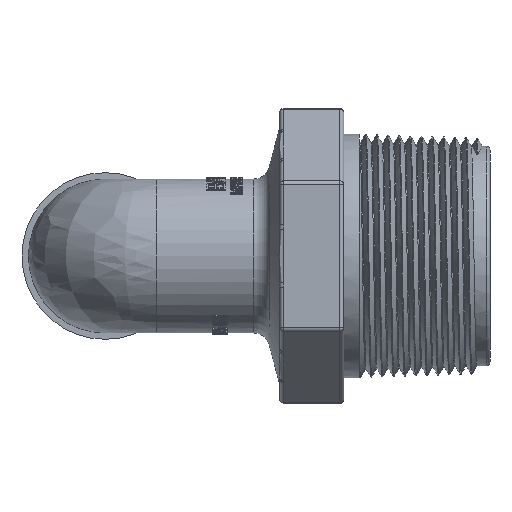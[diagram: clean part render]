
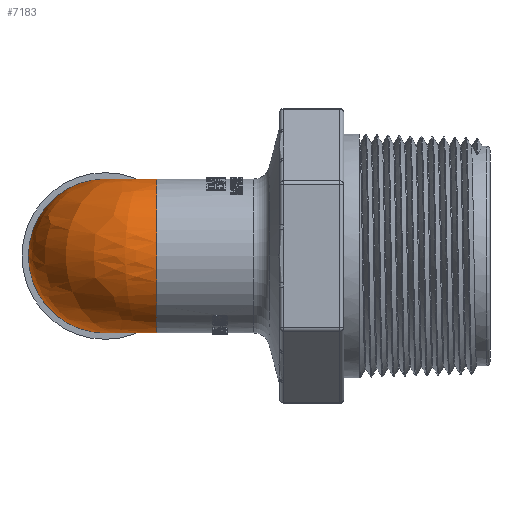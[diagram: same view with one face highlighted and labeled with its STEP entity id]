
A CAD part, left-side view. The second image highlights one B-rep face of the part: STEP entity #7183.
In plain terms, the highlighted free-form (B-spline) face has degree [2, 2] with [7, 3] control points.
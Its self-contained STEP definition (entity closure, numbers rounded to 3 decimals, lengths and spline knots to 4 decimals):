
#1263=CIRCLE('',#7650,0.6);
#1264=CIRCLE('',#7651,0.6);
#1581=(
BOUNDED_SURFACE()
B_SPLINE_SURFACE(2,2,((#9920,#9921,#9922),(#9923,#9924,#9925),(#9926,#9927,
#9928),(#9929,#9930,#9931),(#9932,#9933,#9934),(#9935,#9936,#9937),(#9938,
#9939,#9940)),.UNSPECIFIED.,.F.,.F.,.F.)
B_SPLINE_SURFACE_WITH_KNOTS((3,2,2,3),(3,3),(-2.2629,-0.7543,
0.7543,2.2629),(0.,1.5708),
 .UNSPECIFIED.)
GEOMETRIC_REPRESENTATION_ITEM()
RATIONAL_B_SPLINE_SURFACE(((1.,0.707,1.),(0.729,
0.515,0.729),(1.,0.707,1.),(0.729,
0.515,0.729),(1.,0.707,1.),(0.729,
0.515,0.729),(1.,0.707,1.)))
REPRESENTATION_ITEM('')
SURFACE()
);
#1584=FACE_OUTER_BOUND('',#2028,.T.);
#2028=EDGE_LOOP('',(#4741,#4742,#4743,#4744));
#2534=B_SPLINE_CURVE_WITH_KNOTS('',3,(#9890,#9891,#9892,#9893,#9894,#9895,
#9896,#9897,#9898,#9899,#9900,#9901,#9902),.UNSPECIFIED.,.F.,.F.,(4,3,3,
3,4),(-0.0004,0.0235,0.0412,0.0476,
0.0725),.UNSPECIFIED.);
#2535=B_SPLINE_CURVE_WITH_KNOTS('',3,(#9906,#9907,#9908,#9909,#9910,#9911,
#9912,#9913,#9914,#9915,#9916,#9917,#9918),.UNSPECIFIED.,.F.,.F.,(4,3,3,
3,4),(-0.0004,0.0245,0.031,0.0486,
0.0725),.UNSPECIFIED.);
#2870=VERTEX_POINT('',#9888);
#2871=VERTEX_POINT('',#9889);
#2872=VERTEX_POINT('',#9903);
#2873=VERTEX_POINT('',#9905);
#3611=EDGE_CURVE('',#2870,#2871,#2534,.T.);
#3613=EDGE_CURVE('',#2873,#2872,#2535,.T.);
#3615=EDGE_CURVE('',#2873,#2871,#1263,.T.);
#3616=EDGE_CURVE('',#2870,#2872,#1264,.T.);
#4741=ORIENTED_EDGE('',*,*,#3611,.T.);
#4742=ORIENTED_EDGE('',*,*,#3615,.F.);
#4743=ORIENTED_EDGE('',*,*,#3613,.T.);
#4744=ORIENTED_EDGE('',*,*,#3616,.F.);
#7183=ADVANCED_FACE('',(#1584),#1581,.F.);
#7650=AXIS2_PLACEMENT_3D('',#9941,#8228,#8229);
#7651=AXIS2_PLACEMENT_3D('',#9942,#8230,#8231);
#8228=DIRECTION('center_axis',(0.,-1.,0.));
#8229=DIRECTION('ref_axis',(1.,0.,0.));
#8230=DIRECTION('center_axis',(1.,0.,0.));
#8231=DIRECTION('ref_axis',(0.,0.,-1.));
#9888=CARTESIAN_POINT('',(0.4,-0.381,-0.4635));
#9889=CARTESIAN_POINT('',(0.381,-0.4,-0.4635));
#9890=CARTESIAN_POINT('Ctrl Pts',(0.4,-0.381,
-0.4635));
#9891=CARTESIAN_POINT('Ctrl Pts',(0.397,-0.3817,
-0.4629));
#9892=CARTESIAN_POINT('Ctrl Pts',(0.3942,-0.383,
-0.4624));
#9893=CARTESIAN_POINT('Ctrl Pts',(0.3916,-0.3847,
-0.4622));
#9894=CARTESIAN_POINT('Ctrl Pts',(0.3897,-0.386,
-0.462));
#9895=CARTESIAN_POINT('Ctrl Pts',(0.388,-0.3876,
-0.462));
#9896=CARTESIAN_POINT('Ctrl Pts',(0.3865,-0.3893,
-0.462));
#9897=CARTESIAN_POINT('Ctrl Pts',(0.386,-0.3899,
-0.4621));
#9898=CARTESIAN_POINT('Ctrl Pts',(0.3854,-0.3906,
-0.4621));
#9899=CARTESIAN_POINT('Ctrl Pts',(0.385,-0.3913,
-0.4622));
#9900=CARTESIAN_POINT('Ctrl Pts',(0.3831,-0.394,
-0.4624));
#9901=CARTESIAN_POINT('Ctrl Pts',(0.3818,-0.3969,
-0.4629));
#9902=CARTESIAN_POINT('Ctrl Pts',(0.381,-0.4,
-0.4635));
#9903=CARTESIAN_POINT('',(0.4,-0.381,0.4635));
#9905=CARTESIAN_POINT('',(0.381,-0.4,0.4635));
#9906=CARTESIAN_POINT('Ctrl Pts',(0.381,-0.4,
0.4635));
#9907=CARTESIAN_POINT('Ctrl Pts',(0.3818,-0.3969,
0.4629));
#9908=CARTESIAN_POINT('Ctrl Pts',(0.3831,-0.394,
0.4624));
#9909=CARTESIAN_POINT('Ctrl Pts',(0.385,-0.3913,
0.4622));
#9910=CARTESIAN_POINT('Ctrl Pts',(0.3854,-0.3906,
0.4621));
#9911=CARTESIAN_POINT('Ctrl Pts',(0.386,-0.3899,
0.4621));
#9912=CARTESIAN_POINT('Ctrl Pts',(0.3865,-0.3893,
0.462));
#9913=CARTESIAN_POINT('Ctrl Pts',(0.388,-0.3876,0.462));
#9914=CARTESIAN_POINT('Ctrl Pts',(0.3897,-0.386,
0.462));
#9915=CARTESIAN_POINT('Ctrl Pts',(0.3916,-0.3847,
0.4622));
#9916=CARTESIAN_POINT('Ctrl Pts',(0.3942,-0.383,
0.4624));
#9917=CARTESIAN_POINT('Ctrl Pts',(0.397,-0.3817,
0.4629));
#9918=CARTESIAN_POINT('Ctrl Pts',(0.4,-0.381,
0.4635));
#9920=CARTESIAN_POINT('Ctrl Pts',(0.3829,-0.4,0.4619));
#9921=CARTESIAN_POINT('Ctrl Pts',(0.3829,-0.3829,
0.4619));
#9922=CARTESIAN_POINT('Ctrl Pts',(0.4,-0.3829,0.4619));
#9923=CARTESIAN_POINT('Ctrl Pts',(-0.0512,-0.4,0.8217));
#9924=CARTESIAN_POINT('Ctrl Pts',(-0.0512,0.0512,
0.8217));
#9925=CARTESIAN_POINT('Ctrl Pts',(0.4,0.0512,0.8217));
#9926=CARTESIAN_POINT('Ctrl Pts',(-0.4373,-0.4,0.4109));
#9927=CARTESIAN_POINT('Ctrl Pts',(-0.4373,0.4373,
0.4109));
#9928=CARTESIAN_POINT('Ctrl Pts',(0.4,0.4373,0.4109));
#9929=CARTESIAN_POINT('Ctrl Pts',(-0.8233,-0.4,0.));
#9930=CARTESIAN_POINT('Ctrl Pts',(-0.8233,0.8233,
0.));
#9931=CARTESIAN_POINT('Ctrl Pts',(0.4,0.8233,0.));
#9932=CARTESIAN_POINT('Ctrl Pts',(-0.4373,-0.4,-0.4109));
#9933=CARTESIAN_POINT('Ctrl Pts',(-0.4373,0.4373,
-0.4109));
#9934=CARTESIAN_POINT('Ctrl Pts',(0.4,0.4373,-0.4109));
#9935=CARTESIAN_POINT('Ctrl Pts',(-0.0512,-0.4,-0.8217));
#9936=CARTESIAN_POINT('Ctrl Pts',(-0.0512,0.0512,
-0.8217));
#9937=CARTESIAN_POINT('Ctrl Pts',(0.4,0.0512,-0.8217));
#9938=CARTESIAN_POINT('Ctrl Pts',(0.3829,-0.4,-0.4619));
#9939=CARTESIAN_POINT('Ctrl Pts',(0.3829,-0.3829,
-0.4619));
#9940=CARTESIAN_POINT('Ctrl Pts',(0.4,-0.3829,-0.4619));
#9941=CARTESIAN_POINT('Origin',(0.,-0.4,0.));
#9942=CARTESIAN_POINT('Origin',(0.4,0.,0.));
